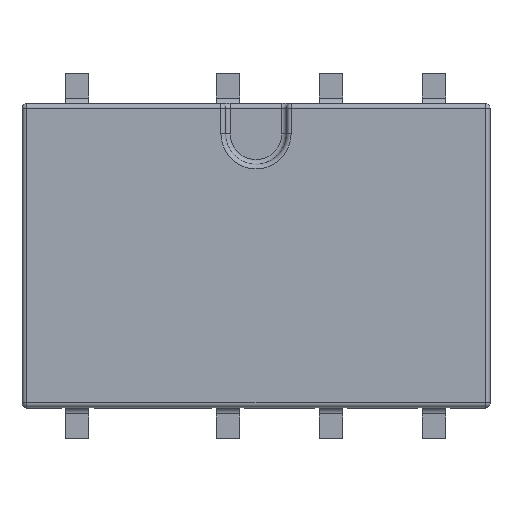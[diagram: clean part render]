
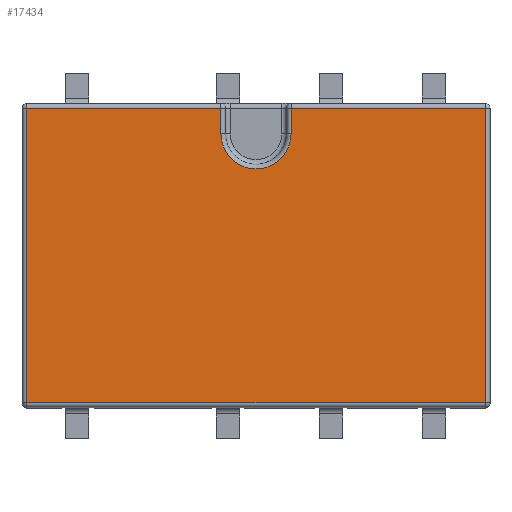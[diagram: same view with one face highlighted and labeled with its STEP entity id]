
A CAD part, top view. The second image highlights one B-rep face of the part: STEP entity #17434.
In plain terms, the highlighted planar face has unit normal (0, 0, 1).
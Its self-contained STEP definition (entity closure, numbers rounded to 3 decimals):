
#192 = AXIS2_PLACEMENT_3D ( 'NONE', #16580, #17862, #18005 ) ;
#379 = CARTESIAN_POINT ( 'NONE',  ( 0.75, 3.15, 5.375 ) ) ;
#546 = VECTOR ( 'NONE', #11825, 1000. ) ;
#1569 = LINE ( 'NONE', #6021, #4079 ) ;
#1591 = EDGE_CURVE ( 'NONE', #16456, #10233, #12849, .T. ) ;
#1678 = EDGE_CURVE ( 'NONE', #11645, #3327, #18256, .T. ) ;
#1778 = PLANE ( 'NONE',  #4374 ) ;
#2026 = CARTESIAN_POINT ( 'NONE',  ( 4.9, -3.15, 5.375 ) ) ;
#2044 = CARTESIAN_POINT ( 'NONE',  ( 0.65, 3.15, 5.375 ) ) ;
#2524 = ORIENTED_EDGE ( 'NONE', *, *, #8076, .T. ) ;
#3327 = VERTEX_POINT ( 'NONE', #17883 ) ;
#3514 = ORIENTED_EDGE ( 'NONE', *, *, #17905, .T. ) ;
#3525 = VERTEX_POINT ( 'NONE', #13182 ) ;
#3862 = ORIENTED_EDGE ( 'NONE', *, *, #11898, .T. ) ;
#4079 = VECTOR ( 'NONE', #17294, 1000. ) ;
#4219 = DIRECTION ( 'NONE',  ( 0., -1., 0. ) ) ;
#4373 = CARTESIAN_POINT ( 'NONE',  ( -4.9, -3.25, 5.375 ) ) ;
#4374 = AXIS2_PLACEMENT_3D ( 'NONE', #8296, #8364, #11674 ) ;
#4562 = FACE_OUTER_BOUND ( 'NONE', #15061, .T. ) ;
#4641 = CARTESIAN_POINT ( 'NONE',  ( -4.9, -3.15, 5.375 ) ) ;
#4967 = CARTESIAN_POINT ( 'NONE',  ( 0.75, 2.6, 5.375 ) ) ;
#5360 = CARTESIAN_POINT ( 'NONE',  ( -5., 3.15, 5.375 ) ) ;
#5453 = DIRECTION ( 'NONE',  ( 0., 1., 0. ) ) ;
#6021 = CARTESIAN_POINT ( 'NONE',  ( -0.75, 3.25, 5.375 ) ) ;
#6041 = LINE ( 'NONE', #4373, #20084 ) ;
#6112 = EDGE_CURVE ( 'NONE', #18469, #11645, #8443, .T. ) ;
#6619 = CARTESIAN_POINT ( 'NONE',  ( -0.75, 2.6, 5.375 ) ) ;
#6717 = ORIENTED_EDGE ( 'NONE', *, *, #6112, .T. ) ;
#6809 = DIRECTION ( 'NONE',  ( 1., 0., 0. ) ) ;
#8075 = VECTOR ( 'NONE', #5453, 1000. ) ;
#8076 = EDGE_CURVE ( 'NONE', #3525, #10769, #11348, .T. ) ;
#8199 = EDGE_CURVE ( 'NONE', #15004, #16456, #12591, .T. ) ;
#8296 = CARTESIAN_POINT ( 'NONE',  ( 0., 0., 5.375 ) ) ;
#8364 = DIRECTION ( 'NONE',  ( 0., 0., 1. ) ) ;
#8443 = LINE ( 'NONE', #18109, #13928 ) ;
#9054 = VECTOR ( 'NONE', #4219, 1000. ) ;
#9904 = DIRECTION ( 'NONE',  ( -1., 0., 0. ) ) ;
#10233 = VERTEX_POINT ( 'NONE', #6619 ) ;
#10769 = VERTEX_POINT ( 'NONE', #12583 ) ;
#10838 = VECTOR ( 'NONE', #9904, 1000. ) ;
#11348 = LINE ( 'NONE', #5360, #546 ) ;
#11645 = VERTEX_POINT ( 'NONE', #2026 ) ;
#11674 = DIRECTION ( 'NONE',  ( 1., 0., 0. ) ) ;
#11775 = ORIENTED_EDGE ( 'NONE', *, *, #8199, .T. ) ;
#11825 = DIRECTION ( 'NONE',  ( -1., 0., 0. ) ) ;
#11898 = EDGE_CURVE ( 'NONE', #10769, #18469, #6041, .T. ) ;
#12583 = CARTESIAN_POINT ( 'NONE',  ( -4.9, 3.15, 5.375 ) ) ;
#12591 = LINE ( 'NONE', #13818, #9054 ) ;
#12849 = CIRCLE ( 'NONE', #192, 0.75 ) ;
#13182 = CARTESIAN_POINT ( 'NONE',  ( -0.75, 3.15, 5.375 ) ) ;
#13637 = CARTESIAN_POINT ( 'NONE',  ( 4.9, 3.25, 5.375 ) ) ;
#13818 = CARTESIAN_POINT ( 'NONE',  ( 0.75, 2.6, 5.375 ) ) ;
#13928 = VECTOR ( 'NONE', #6809, 1000. ) ;
#14028 = ORIENTED_EDGE ( 'NONE', *, *, #1591, .T. ) ;
#15004 = VERTEX_POINT ( 'NONE', #379 ) ;
#15061 = EDGE_LOOP ( 'NONE', ( #20214, #15131, #11775, #14028, #3514, #2524, #3862, #6717 ) ) ;
#15131 = ORIENTED_EDGE ( 'NONE', *, *, #18056, .T. ) ;
#15905 = DIRECTION ( 'NONE',  ( 0., -1., 0. ) ) ;
#16456 = VERTEX_POINT ( 'NONE', #4967 ) ;
#16580 = CARTESIAN_POINT ( 'NONE',  ( 0., 2.6, 5.375 ) ) ;
#17294 = DIRECTION ( 'NONE',  ( 0., 1., 0. ) ) ;
#17434 = ADVANCED_FACE ( 'NONE', ( #4562 ), #1778, .T. ) ;
#17862 = DIRECTION ( 'NONE',  ( 0., 0., -1. ) ) ;
#17883 = CARTESIAN_POINT ( 'NONE',  ( 4.9, 3.15, 5.375 ) ) ;
#17905 = EDGE_CURVE ( 'NONE', #10233, #3525, #1569, .T. ) ;
#18005 = DIRECTION ( 'NONE',  ( 1., 0., 0. ) ) ;
#18056 = EDGE_CURVE ( 'NONE', #3327, #15004, #19382, .T. ) ;
#18109 = CARTESIAN_POINT ( 'NONE',  ( 5., -3.15, 5.375 ) ) ;
#18256 = LINE ( 'NONE', #13637, #8075 ) ;
#18469 = VERTEX_POINT ( 'NONE', #4641 ) ;
#19382 = LINE ( 'NONE', #2044, #10838 ) ;
#20084 = VECTOR ( 'NONE', #15905, 1000. ) ;
#20214 = ORIENTED_EDGE ( 'NONE', *, *, #1678, .T. ) ;
